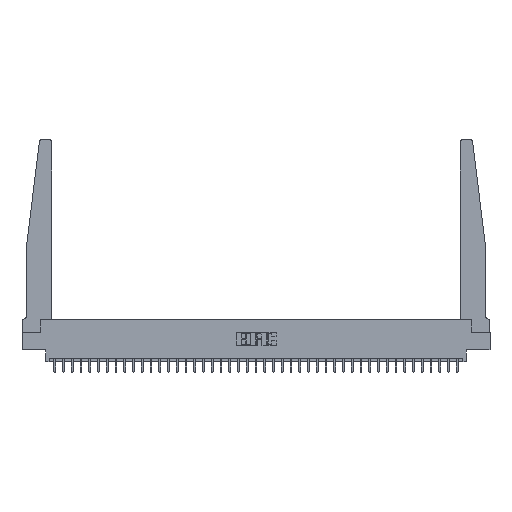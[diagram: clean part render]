
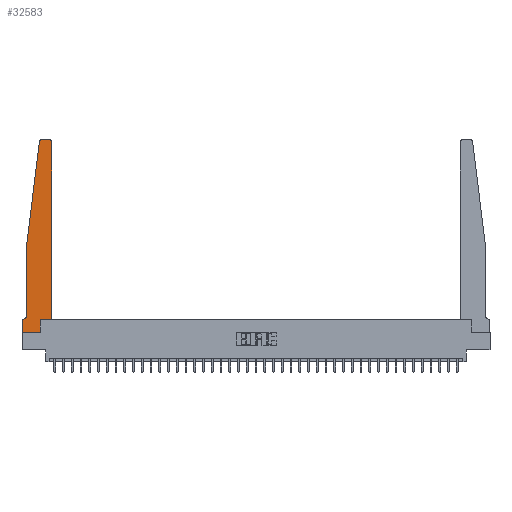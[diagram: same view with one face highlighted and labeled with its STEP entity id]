
A CAD part, top view. The second image highlights one B-rep face of the part: STEP entity #32583.
In plain terms, the highlighted planar face has unit normal (0, 0, 1).
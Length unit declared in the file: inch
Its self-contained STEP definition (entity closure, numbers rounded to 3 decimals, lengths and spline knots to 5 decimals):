
#1124 = CIRCLE ( 'NONE', #14844, 0.03 ) ;
#1577 = DIRECTION ( 'NONE',  ( 1., 0., 0. ) ) ;
#1829 = VERTEX_POINT ( 'NONE', #4936 ) ;
#1908 = VERTEX_POINT ( 'NONE', #10844 ) ;
#2222 = VERTEX_POINT ( 'NONE', #26756 ) ;
#2579 = ORIENTED_EDGE ( 'NONE', *, *, #5183, .T. ) ;
#2953 = DIRECTION ( 'NONE',  ( -1., 0., 0. ) ) ;
#2976 = VECTOR ( 'NONE', #27800, 39.37008 ) ;
#3243 = LINE ( 'NONE', #15041, #8991 ) ;
#4639 = VERTEX_POINT ( 'NONE', #21469 ) ;
#4936 = CARTESIAN_POINT ( 'NONE',  ( 0.2605, 0., 0.37 ) ) ;
#5075 = CARTESIAN_POINT ( 'NONE',  ( 0.25, 2.75, 0.37 ) ) ;
#5183 = EDGE_CURVE ( 'NONE', #9220, #1908, #1124, .T. ) ;
#5939 = VERTEX_POINT ( 'NONE', #33667 ) ;
#6098 = LINE ( 'NONE', #33326, #21142 ) ;
#7071 = EDGE_CURVE ( 'NONE', #2222, #1829, #3243, .T. ) ;
#7381 = ORIENTED_EDGE ( 'NONE', *, *, #29358, .T. ) ;
#7810 = ORIENTED_EDGE ( 'NONE', *, *, #34042, .T. ) ;
#7819 = CARTESIAN_POINT ( 'NONE',  ( 0.015, 0.2375, 0.37 ) ) ;
#8684 = AXIS2_PLACEMENT_3D ( 'NONE', #17918, #28675, #26508 ) ;
#8991 = VECTOR ( 'NONE', #12531, 39.37008 ) ;
#9220 = VERTEX_POINT ( 'NONE', #25207 ) ;
#9729 = DIRECTION ( 'NONE',  ( 0., 0., 1. ) ) ;
#9828 = VERTEX_POINT ( 'NONE', #23194 ) ;
#10099 = DIRECTION ( 'NONE',  ( 0., -1., 0. ) ) ;
#10844 = CARTESIAN_POINT ( 'NONE',  ( 0.395, 2.75, 0.37 ) ) ;
#11826 = EDGE_CURVE ( 'NONE', #1829, #5939, #6098, .T. ) ;
#12090 = AXIS2_PLACEMENT_3D ( 'NONE', #7819, #31104, #19967 ) ;
#12201 = CARTESIAN_POINT ( 'NONE',  ( 0.065, 1.25, 0.37 ) ) ;
#12531 = DIRECTION ( 'NONE',  ( 1., 0., 0. ) ) ;
#13197 = CIRCLE ( 'NONE', #12090, 0.05 ) ;
#13294 = VERTEX_POINT ( 'NONE', #23515 ) ;
#13353 = CARTESIAN_POINT ( 'NONE',  ( 0.065, 1.25, 0.37 ) ) ;
#14032 = LINE ( 'NONE', #5075, #23597 ) ;
#14343 = LINE ( 'NONE', #30123, #2976 ) ;
#14595 = ORIENTED_EDGE ( 'NONE', *, *, #27081, .T. ) ;
#14746 = EDGE_CURVE ( 'NONE', #21336, #9220, #14343, .T. ) ;
#14844 = AXIS2_PLACEMENT_3D ( 'NONE', #16351, #18515, #27288 ) ;
#14862 = PLANE ( 'NONE',  #8684 ) ;
#15041 = CARTESIAN_POINT ( 'NONE',  ( 0., 0., 0.37 ) ) ;
#15643 = LINE ( 'NONE', #26219, #30315 ) ;
#16349 = ORIENTED_EDGE ( 'NONE', *, *, #14746, .T. ) ;
#16351 = CARTESIAN_POINT ( 'NONE',  ( 0.395, 2.72, 0.37 ) ) ;
#16365 = DIRECTION ( 'NONE',  ( -1., 0., 0. ) ) ;
#16750 = VECTOR ( 'NONE', #2953, 39.37008 ) ;
#16838 = DIRECTION ( 'NONE',  ( 0., 1., 0. ) ) ;
#17918 = CARTESIAN_POINT ( 'NONE',  ( 0., 0.1875, 0.37 ) ) ;
#18515 = DIRECTION ( 'NONE',  ( 0., 0., 1. ) ) ;
#18522 = ORIENTED_EDGE ( 'NONE', *, *, #28918, .T. ) ;
#18937 = DIRECTION ( 'NONE',  ( -0.122, -0.992, 0. ) ) ;
#19409 = CARTESIAN_POINT ( 'NONE',  ( 0.065, 0.1875, 0.37 ) ) ;
#19858 = ORIENTED_EDGE ( 'NONE', *, *, #28419, .T. ) ;
#19967 = DIRECTION ( 'NONE',  ( -1., 0., 0. ) ) ;
#20274 = VERTEX_POINT ( 'NONE', #35310 ) ;
#20374 = ORIENTED_EDGE ( 'NONE', *, *, #33130, .T. ) ;
#20426 = DIRECTION ( 'NONE',  ( 0., -1., 0. ) ) ;
#21142 = VECTOR ( 'NONE', #16838, 39.37008 ) ;
#21283 = CARTESIAN_POINT ( 'NONE',  ( 0.425, 0.18, 0.37 ) ) ;
#21336 = VERTEX_POINT ( 'NONE', #29254 ) ;
#21469 = CARTESIAN_POINT ( 'NONE',  ( 0., 0.1875, 0.37 ) ) ;
#21712 = EDGE_LOOP ( 'NONE', ( #20374, #27863, #18522, #14595, #27134, #7810, #19858, #35283, #31975, #7381, #16349, #2579 ) ) ;
#22874 = CARTESIAN_POINT ( 'NONE',  ( 0.065, 0.2375, 0.37 ) ) ;
#23194 = CARTESIAN_POINT ( 'NONE',  ( 0.27653, 2.75, 0.37 ) ) ;
#23302 = LINE ( 'NONE', #12201, #24518 ) ;
#23338 = CARTESIAN_POINT ( 'NONE',  ( 0.27653, 2.72, 0.37 ) ) ;
#23389 = VECTOR ( 'NONE', #18937, 39.37008 ) ;
#23515 = CARTESIAN_POINT ( 'NONE',  ( 0.24675, 2.72367, 0.37 ) ) ;
#23597 = VECTOR ( 'NONE', #16365, 39.37008 ) ;
#23634 = VERTEX_POINT ( 'NONE', #22874 ) ;
#23794 = LINE ( 'NONE', #21283, #29158 ) ;
#24518 = VECTOR ( 'NONE', #20426, 39.37008 ) ;
#25207 = CARTESIAN_POINT ( 'NONE',  ( 0.425, 2.72, 0.37 ) ) ;
#26006 = CARTESIAN_POINT ( 'NONE',  ( 0.065, 1.25, 0.37 ) ) ;
#26219 = CARTESIAN_POINT ( 'NONE',  ( 0., 0., 0.37 ) ) ;
#26508 = DIRECTION ( 'NONE',  ( 1., 0., 0. ) ) ;
#26756 = CARTESIAN_POINT ( 'NONE',  ( 0., 0., 0.37 ) ) ;
#27081 = EDGE_CURVE ( 'NONE', #35212, #23634, #23302, .T. ) ;
#27134 = ORIENTED_EDGE ( 'NONE', *, *, #31500, .T. ) ;
#27288 = DIRECTION ( 'NONE',  ( 1., 0., 0. ) ) ;
#27497 = LINE ( 'NONE', #19409, #16750 ) ;
#27800 = DIRECTION ( 'NONE',  ( 0., 1., 0. ) ) ;
#27863 = ORIENTED_EDGE ( 'NONE', *, *, #33511, .T. ) ;
#28419 = EDGE_CURVE ( 'NONE', #4639, #2222, #15643, .T. ) ;
#28675 = DIRECTION ( 'NONE',  ( 0., 0., 1. ) ) ;
#28918 = EDGE_CURVE ( 'NONE', #13294, #35212, #34227, .T. ) ;
#29158 = VECTOR ( 'NONE', #1577, 39.37008 ) ;
#29254 = CARTESIAN_POINT ( 'NONE',  ( 0.425, 0.18, 0.37 ) ) ;
#29358 = EDGE_CURVE ( 'NONE', #5939, #21336, #23794, .T. ) ;
#30123 = CARTESIAN_POINT ( 'NONE',  ( 0.425, 0.18, 0.37 ) ) ;
#30315 = VECTOR ( 'NONE', #10099, 39.37008 ) ;
#31104 = DIRECTION ( 'NONE',  ( 0., 0., -1. ) ) ;
#31500 = EDGE_CURVE ( 'NONE', #23634, #20274, #13197, .T. ) ;
#31585 = DIRECTION ( 'NONE',  ( 1., 0., 0. ) ) ;
#31599 = AXIS2_PLACEMENT_3D ( 'NONE', #23338, #9729, #31585 ) ;
#31975 = ORIENTED_EDGE ( 'NONE', *, *, #11826, .T. ) ;
#32583 = ADVANCED_FACE ( 'NONE', ( #34033 ), #14862, .T. ) ;
#33130 = EDGE_CURVE ( 'NONE', #1908, #9828, #14032, .T. ) ;
#33326 = CARTESIAN_POINT ( 'NONE',  ( 0.2605, 0.18, 0.37 ) ) ;
#33511 = EDGE_CURVE ( 'NONE', #9828, #13294, #34451, .T. ) ;
#33667 = CARTESIAN_POINT ( 'NONE',  ( 0.2605, 0.18, 0.37 ) ) ;
#34033 = FACE_OUTER_BOUND ( 'NONE', #21712, .T. ) ;
#34042 = EDGE_CURVE ( 'NONE', #20274, #4639, #27497, .T. ) ;
#34227 = LINE ( 'NONE', #26006, #23389 ) ;
#34451 = CIRCLE ( 'NONE', #31599, 0.03 ) ;
#35212 = VERTEX_POINT ( 'NONE', #13353 ) ;
#35283 = ORIENTED_EDGE ( 'NONE', *, *, #7071, .T. ) ;
#35310 = CARTESIAN_POINT ( 'NONE',  ( 0.015, 0.1875, 0.37 ) ) ;
